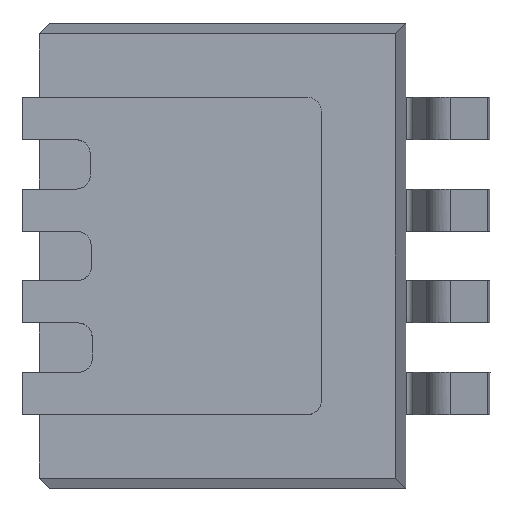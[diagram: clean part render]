
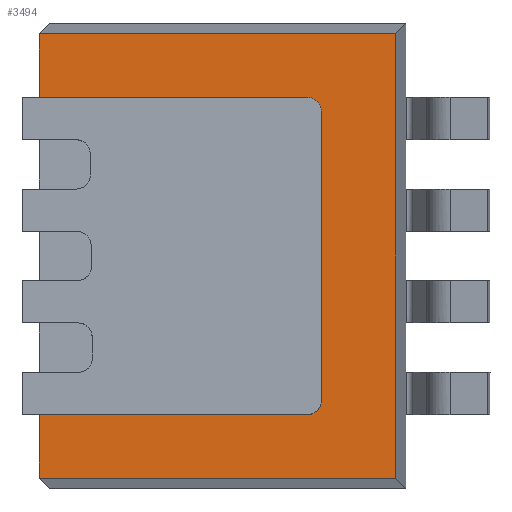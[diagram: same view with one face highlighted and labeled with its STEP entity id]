
A CAD part, front view. The second image highlights one B-rep face of the part: STEP entity #3494.
In plain terms, the highlighted planar face has unit normal (0, -1, 0).
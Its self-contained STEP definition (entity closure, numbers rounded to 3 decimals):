
#159 = VECTOR ( 'NONE', #3260, 1000. ) ;
#467 = VECTOR ( 'NONE', #7229, 1000. ) ;
#472 = ORIENTED_EDGE ( 'NONE', *, *, #2073, .F. ) ;
#494 = CARTESIAN_POINT ( 'NONE',  ( 0.664, -0.6, -1.025 ) ) ;
#694 = VERTEX_POINT ( 'NONE', #5473 ) ;
#767 = ORIENTED_EDGE ( 'NONE', *, *, #4523, .F. ) ;
#829 = LINE ( 'NONE', #1662, #4116 ) ;
#902 = CARTESIAN_POINT ( 'NONE',  ( 0.654, -0.6, -1.077 ) ) ;
#938 = VECTOR ( 'NONE', #7059, 1000. ) ;
#979 = CARTESIAN_POINT ( 'NONE',  ( 0.654, -0.6, 1.077 ) ) ;
#1020 = CARTESIAN_POINT ( 'NONE',  ( -1.337, -0.6, -1.576 ) ) ;
#1181 = VERTEX_POINT ( 'NONE', #4085 ) ;
#1185 = ORIENTED_EDGE ( 'NONE', *, *, #5919, .F. ) ;
#1249 = AXIS2_PLACEMENT_3D ( 'NONE', #1461, #5768, #2098 ) ;
#1386 = VERTEX_POINT ( 'NONE', #3657 ) ;
#1461 = CARTESIAN_POINT ( 'NONE',  ( -1.337, -0.6, -1.576 ) ) ;
#1518 = CARTESIAN_POINT ( 'NONE',  ( 0.664, -0.6, -1.025 ) ) ;
#1578 = CARTESIAN_POINT ( 'NONE',  ( 0.664, -0.6, -1.576 ) ) ;
#1596 = CARTESIAN_POINT ( 'NONE',  ( 0.591, -0.6, 1.125 ) ) ;
#1601 = LINE ( 'NONE', #1020, #3072 ) ;
#1662 = CARTESIAN_POINT ( 'NONE',  ( -1.337, -0.6, 1.125 ) ) ;
#1802 = LINE ( 'NONE', #4450, #159 ) ;
#1914 = EDGE_CURVE ( 'NONE', #7184, #2531, #3702, .T. ) ;
#1934 = VERTEX_POINT ( 'NONE', #4708 ) ;
#2073 = EDGE_CURVE ( 'NONE', #1934, #5119, #6842, .T. ) ;
#2098 = DIRECTION ( 'NONE',  ( 0., 0., 1. ) ) ;
#2127 = ORIENTED_EDGE ( 'NONE', *, *, #2837, .F. ) ;
#2199 = CARTESIAN_POINT ( 'NONE',  ( 0.664, -0.6, 1.025 ) ) ;
#2284 = CARTESIAN_POINT ( 'NONE',  ( 0.564, -0.6, 1.125 ) ) ;
#2343 = CARTESIAN_POINT ( 'NONE',  ( 0.664, -0.6, 1.025 ) ) ;
#2355 = LINE ( 'NONE', #6848, #5448 ) ;
#2357 = EDGE_CURVE ( 'NONE', #6182, #1386, #2584, .T. ) ;
#2364 = EDGE_CURVE ( 'NONE', #5119, #3205, #5033, .T. ) ;
#2479 = LINE ( 'NONE', #7302, #5741 ) ;
#2531 = VERTEX_POINT ( 'NONE', #2284 ) ;
#2584 = LINE ( 'NONE', #3954, #938 ) ;
#2610 = CARTESIAN_POINT ( 'NONE',  ( -1.337, -0.6, 1.576 ) ) ;
#2753 = CARTESIAN_POINT ( 'NONE',  ( 0.591, -0.6, -1.125 ) ) ;
#2837 = EDGE_CURVE ( 'NONE', #694, #7662, #1802, .T. ) ;
#3072 = VECTOR ( 'NONE', #5339, 1000. ) ;
#3205 = VERTEX_POINT ( 'NONE', #494 ) ;
#3260 = DIRECTION ( 'NONE',  ( 0., 0., 1. ) ) ;
#3494 = ADVANCED_FACE ( 'NONE', ( #6535 ), #7009, .F. ) ;
#3623 = DIRECTION ( 'NONE',  ( 0., 0., -1. ) ) ;
#3657 = CARTESIAN_POINT ( 'NONE',  ( 1.189, -0.6, -1.576 ) ) ;
#3702 = B_SPLINE_CURVE_WITH_KNOTS ( 'NONE', 3,
 ( #2199, #5878, #979, #5300, #1596, #5907 ),
 .UNSPECIFIED., .F., .F.,
 ( 4, 2, 4 ),
 ( 0., 0.5, 1. ),
 .UNSPECIFIED. ) ;
#3769 = DIRECTION ( 'NONE',  ( 1., 0., 0. ) ) ;
#3865 = ORIENTED_EDGE ( 'NONE', *, *, #5939, .F. ) ;
#3954 = CARTESIAN_POINT ( 'NONE',  ( -1.352, -0.6, -1.576 ) ) ;
#3984 = CARTESIAN_POINT ( 'NONE',  ( 0.564, -0.6, -1.125 ) ) ;
#4072 = ORIENTED_EDGE ( 'NONE', *, *, #2364, .F. ) ;
#4085 = CARTESIAN_POINT ( 'NONE',  ( 1.189, -0.6, 1.576 ) ) ;
#4096 = ORIENTED_EDGE ( 'NONE', *, *, #2357, .T. ) ;
#4116 = VECTOR ( 'NONE', #5948, 1000. ) ;
#4180 = ORIENTED_EDGE ( 'NONE', *, *, #4899, .F. ) ;
#4450 = CARTESIAN_POINT ( 'NONE',  ( -1.337, -0.6, -1.576 ) ) ;
#4523 = EDGE_CURVE ( 'NONE', #1181, #1386, #2479, .T. ) ;
#4608 = CARTESIAN_POINT ( 'NONE',  ( 0.617, -0.6, -1.114 ) ) ;
#4708 = CARTESIAN_POINT ( 'NONE',  ( -1.337, -0.6, -1.125 ) ) ;
#4899 = EDGE_CURVE ( 'NONE', #3205, #7184, #7787, .T. ) ;
#5033 = B_SPLINE_CURVE_WITH_KNOTS ( 'NONE', 3,
 ( #3984, #2753, #4608, #902, #5222, #1518 ),
 .UNSPECIFIED., .F., .F.,
 ( 4, 2, 4 ),
 ( 0., 0.5, 1. ),
 .UNSPECIFIED. ) ;
#5119 = VERTEX_POINT ( 'NONE', #6746 ) ;
#5222 = CARTESIAN_POINT ( 'NONE',  ( 0.664, -0.6, -1.051 ) ) ;
#5260 = ORIENTED_EDGE ( 'NONE', *, *, #6811, .F. ) ;
#5300 = CARTESIAN_POINT ( 'NONE',  ( 0.617, -0.6, 1.114 ) ) ;
#5339 = DIRECTION ( 'NONE',  ( 0., 0., 1. ) ) ;
#5448 = VECTOR ( 'NONE', #3769, 1000. ) ;
#5473 = CARTESIAN_POINT ( 'NONE',  ( -1.337, -0.6, 1.125 ) ) ;
#5590 = EDGE_LOOP ( 'NONE', ( #472, #1185, #4096, #767, #5260, #2127, #3865, #6395, #4180, #4072 ) ) ;
#5741 = VECTOR ( 'NONE', #3623, 1000. ) ;
#5768 = DIRECTION ( 'NONE',  ( 0., 1., 0. ) ) ;
#5878 = CARTESIAN_POINT ( 'NONE',  ( 0.664, -0.6, 1.051 ) ) ;
#5907 = CARTESIAN_POINT ( 'NONE',  ( 0.564, -0.6, 1.125 ) ) ;
#5919 = EDGE_CURVE ( 'NONE', #6182, #1934, #1601, .T. ) ;
#5939 = EDGE_CURVE ( 'NONE', #2531, #694, #829, .T. ) ;
#5948 = DIRECTION ( 'NONE',  ( -1., 0., 0. ) ) ;
#6182 = VERTEX_POINT ( 'NONE', #7453 ) ;
#6395 = ORIENTED_EDGE ( 'NONE', *, *, #1914, .F. ) ;
#6535 = FACE_OUTER_BOUND ( 'NONE', #5590, .T. ) ;
#6746 = CARTESIAN_POINT ( 'NONE',  ( 0.564, -0.6, -1.125 ) ) ;
#6811 = EDGE_CURVE ( 'NONE', #7662, #1181, #2355, .T. ) ;
#6842 = LINE ( 'NONE', #7848, #467 ) ;
#6848 = CARTESIAN_POINT ( 'NONE',  ( -1.352, -0.6, 1.576 ) ) ;
#6920 = VECTOR ( 'NONE', #7114, 1000. ) ;
#7009 = PLANE ( 'NONE',  #1249 ) ;
#7059 = DIRECTION ( 'NONE',  ( 1., 0., 0. ) ) ;
#7114 = DIRECTION ( 'NONE',  ( 0., 0., 1. ) ) ;
#7184 = VERTEX_POINT ( 'NONE', #2343 ) ;
#7229 = DIRECTION ( 'NONE',  ( 1., 0., 0. ) ) ;
#7302 = CARTESIAN_POINT ( 'NONE',  ( 1.189, -0.6, -1.576 ) ) ;
#7453 = CARTESIAN_POINT ( 'NONE',  ( -1.337, -0.6, -1.576 ) ) ;
#7662 = VERTEX_POINT ( 'NONE', #2610 ) ;
#7787 = LINE ( 'NONE', #1578, #6920 ) ;
#7848 = CARTESIAN_POINT ( 'NONE',  ( -1.337, -0.6, -1.125 ) ) ;
